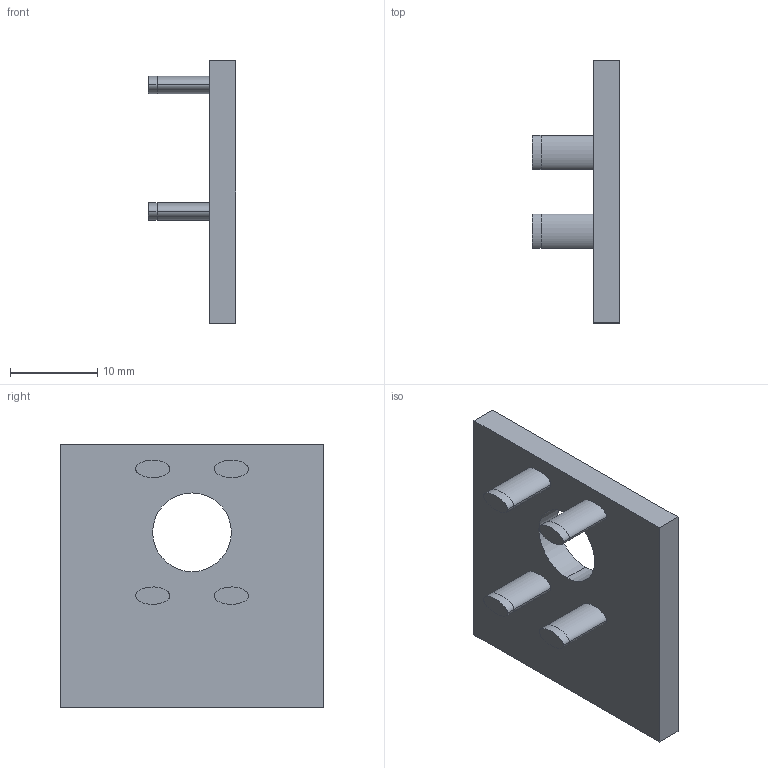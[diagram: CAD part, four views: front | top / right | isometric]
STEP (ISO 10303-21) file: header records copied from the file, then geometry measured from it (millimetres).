
FILE_DESCRIPTION(('STEP AP214'),'1');
FILE_NAME('cctmp_5795E460-D07F-49FE-BB82-FC07FEA64359_2024_05_14_15_26_19_0430_8812..stp','2024-05-14T13:26:19',('Bosch Rexroth AG'),('CADClick - www.CADClick.com'),'Spatial InterOp 3D',' ','unknown authorization - (Healing Option Enabled)');
FILE_SCHEMA(('AUTOMOTIVE_DESIGN'));
Length unit declared in the file: millimetre
Products named in the file (1): 2024_05_14_15_26_19_0404
Bounding box: 10 x 30 x 30 mm (x, y, z)
Volume: 2681 mm3; surface area: 2384.3 mm2
Topology: 1 solids, 1 shells, 28 faces, 58 edges, 36 vertices
Faces by surface type: bspline 16, plane 10, cylinder 2
Entity records: 1134 total; most frequent: CARTESIAN_POINT 339, ORIENTED_EDGE 116, DIRECTION 104, EDGE_CURVE 58, AXIS2_PLACEMENT_3D 41, VERTEX_POINT 36, EDGE_LOOP 34, STYLED_ITEM 29
